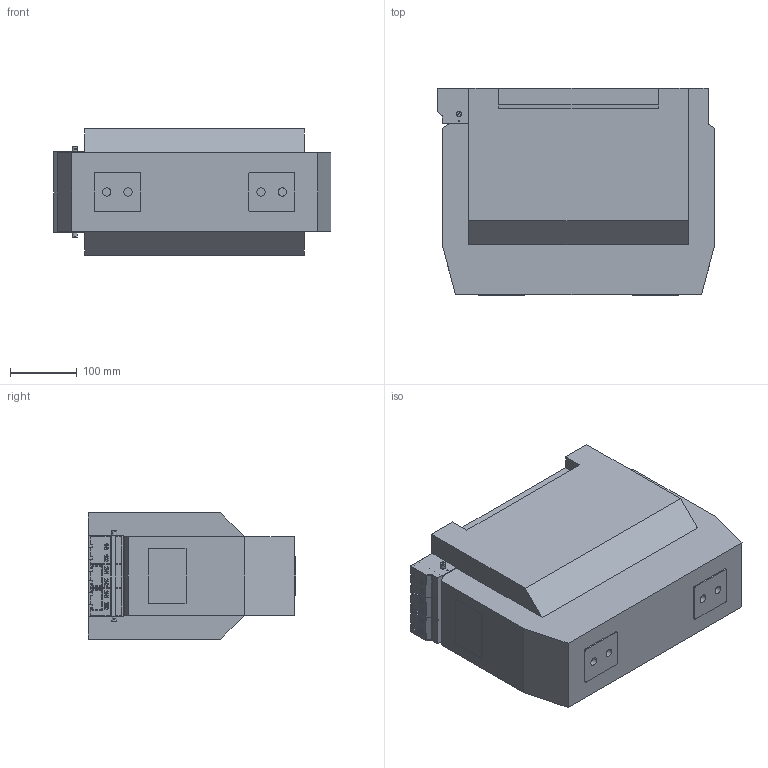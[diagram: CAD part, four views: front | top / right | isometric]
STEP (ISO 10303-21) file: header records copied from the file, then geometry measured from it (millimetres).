
FILE_DESCRIPTION(('STEP AP242'), '1');
FILE_NAME('ÒËÎ-10 Ì7ÀÑ äî 1500À 3îáì', '', ('UNSPECIFIED'), ('UNSPECIFIED'), 'ASCON STEP Converter 1.6', 'ASCON Math Kernel', '');
FILE_SCHEMA(('AP242_MANAGED_MODEL_BASED_3D_ENGINEERING_MIM_LF { 1 0 10303 442 1 1 4 }'));
Length unit declared in the file: millimetre
Products named in the file (11): 鎗鵻罻 楟.8.211.004
Assembly tree (24 placements, depth 3):
  (unnamed)
    (unnamed)
    (unnamed)
    (unnamed)  x4
    鎗鵻罻 楟.8.211.004  x6
    (unnamed)  x2
    (unnamed)  x6
      (unnamed)
      (unnamed)
      (unnamed)
    (unnamed)
Bounding box: 417.6 x 312 x 190 mm (x, y, z)
Volume: 19620855.6 mm3; surface area: 538871.9 mm2
Topology: 32 solids, 32 shells, 2029 faces, 5608 edges, 3708 vertices
Faces by surface type: cylinder 968, plane 767, extrusion 232, cone 38, torus 18, sphere 6
Full cylindrical faces by diameter (mm): 2 x2, 2.5 x2, 4 x6, 4.917 x6, 5 x4, 5.5 x2, 6 x12, 6.4 x6, 8 x2, 10 x12, 10.106 x4, 12 x10, 12.5 x4, 17 x4
Entity records: 75863 total; most frequent: CARTESIAN_POINT 13543, ORIENTED_EDGE 10068, DIRECTION 9744, EDGE_CURVE 5034, AXIS2_PLACEMENT_3D 3400, VERTEX_POINT 3378, VECTOR 2944, LINE 2712
